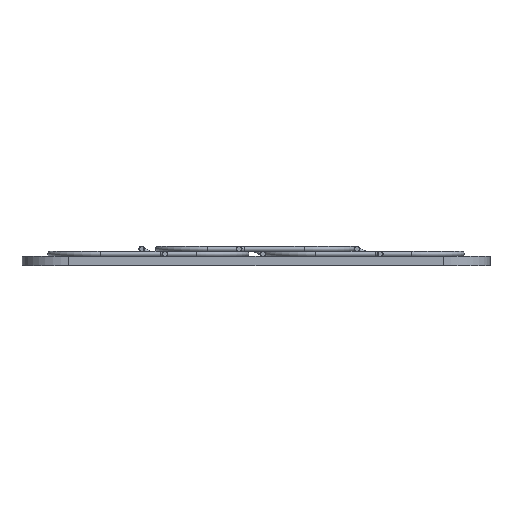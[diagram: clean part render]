
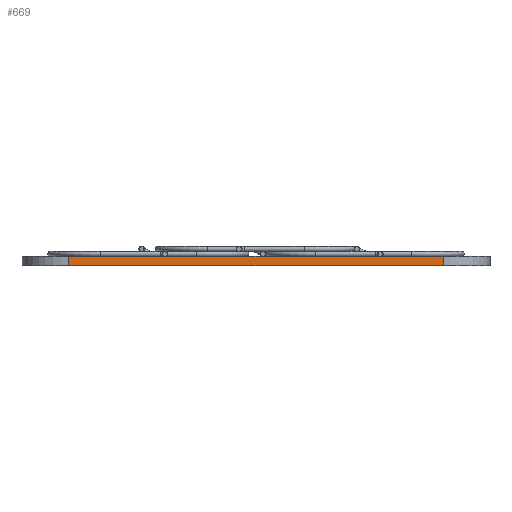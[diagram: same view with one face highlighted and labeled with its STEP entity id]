
A CAD part, front view. The second image highlights one B-rep face of the part: STEP entity #669.
In plain terms, the highlighted planar face has unit normal (0, -1, 0).
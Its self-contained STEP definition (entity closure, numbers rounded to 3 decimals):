
#669 = ADVANCED_FACE( '', ( #1409 ), #1410, .T. );
#1409 = FACE_OUTER_BOUND( '', #2264, .T. );
#1410 = PLANE( '', #2265 );
#2264 = EDGE_LOOP( '', ( #4026, #4027, #4028, #4029 ) );
#2265 = AXIS2_PLACEMENT_3D( '', #4030, #4031, #4032 );
#4026 = ORIENTED_EDGE( '', *, *, #4508, .F. );
#4027 = ORIENTED_EDGE( '', *, *, #4327, .F. );
#4028 = ORIENTED_EDGE( '', *, *, #4358, .T. );
#4029 = ORIENTED_EDGE( '', *, *, #4618, .T. );
#4030 = CARTESIAN_POINT( '', ( -40., -27.5, -2. ) );
#4031 = DIRECTION( '', ( 0., -1., 0. ) );
#4032 = DIRECTION( '', ( 0., 0., -1. ) );
#4327 = EDGE_CURVE( '', #5042, #5040, #5044, .T. );
#4358 = EDGE_CURVE( '', #5042, #5094, #5096, .T. );
#4508 = EDGE_CURVE( '', #5040, #5326, #5327, .T. );
#4618 = EDGE_CURVE( '', #5094, #5326, #5484, .T. );
#5040 = VERTEX_POINT( '', #6106 );
#5042 = VERTEX_POINT( '', #6108 );
#5044 = LINE( '', #6110, #6111 );
#5094 = VERTEX_POINT( '', #6235 );
#5096 = LINE( '', #6237, #6238 );
#5326 = VERTEX_POINT( '', #6766 );
#5327 = LINE( '', #6767, #6768 );
#5484 = LINE( '', #7161, #7162 );
#6106 = CARTESIAN_POINT( '', ( -40., -27.5, 0. ) );
#6108 = CARTESIAN_POINT( '', ( -40., -27.5, -2. ) );
#6110 = CARTESIAN_POINT( '', ( -40., -27.5, -2. ) );
#6111 = VECTOR( '', #7556, 1000. );
#6235 = CARTESIAN_POINT( '', ( 40., -27.5, -2. ) );
#6237 = CARTESIAN_POINT( '', ( -40., -27.5, -2. ) );
#6238 = VECTOR( '', #7576, 1000. );
#6766 = CARTESIAN_POINT( '', ( 40., -27.5, 0. ) );
#6767 = CARTESIAN_POINT( '', ( -40., -27.5, 0. ) );
#6768 = VECTOR( '', #7682, 1000. );
#7161 = CARTESIAN_POINT( '', ( 40., -27.5, -2. ) );
#7162 = VECTOR( '', #7740, 1000. );
#7556 = DIRECTION( '', ( 0., 0., 1. ) );
#7576 = DIRECTION( '', ( 1., 0., 0. ) );
#7682 = DIRECTION( '', ( 1., 0., 0. ) );
#7740 = DIRECTION( '', ( 0., 0., 1. ) );
